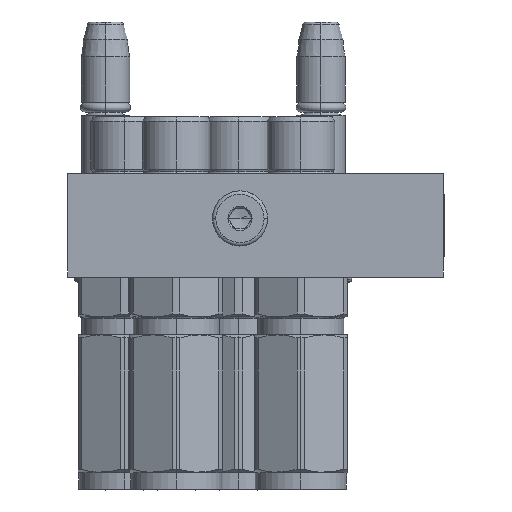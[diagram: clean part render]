
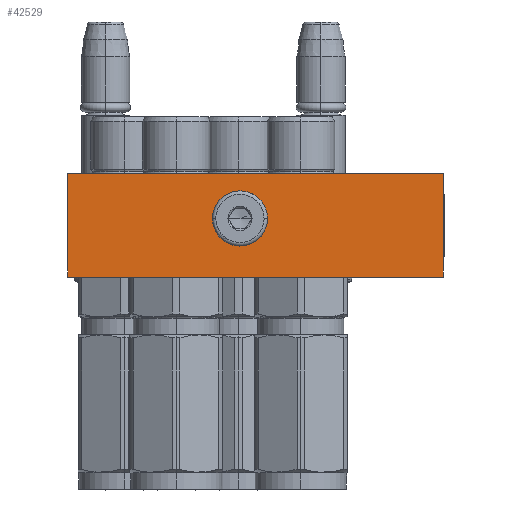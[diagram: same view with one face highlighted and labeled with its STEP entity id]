
A CAD part, front view. The second image highlights one B-rep face of the part: STEP entity #42529.
In plain terms, the highlighted face is planar.
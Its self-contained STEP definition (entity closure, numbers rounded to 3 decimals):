
#592 = VECTOR ( 'NONE', #64737, 1000. ) ;
#2427 = ORIENTED_EDGE ( 'NONE', *, *, #16352, .F. ) ;
#3084 = CARTESIAN_POINT ( 'NONE',  ( -9.061, 15.629, -50. ) ) ;
#3171 = CARTESIAN_POINT ( 'NONE',  ( 0.446, 11.321, -50. ) ) ;
#3724 = CARTESIAN_POINT ( 'NONE',  ( -5.865, 7.915, -50. ) ) ;
#3967 = LINE ( 'NONE', #45737, #64952 ) ;
#5537 = ORIENTED_EDGE ( 'NONE', *, *, #21944, .T. ) ;
#7432 = CARTESIAN_POINT ( 'NONE',  ( -9.553, 11.646, -50. ) ) ;
#7525 = CARTESIAN_POINT ( 'NONE',  ( 0.72, 13., -50. ) ) ;
#7999 = CARTESIAN_POINT ( 'NONE',  ( -1.87, 17.56, -50. ) ) ;
#8104 = ORIENTED_EDGE ( 'NONE', *, *, #12794, .T. ) ;
#8476 = CARTESIAN_POINT ( 'NONE',  ( -7.13, 17.561, -50. ) ) ;
#8505 = PLANE ( 'NONE',  #51132 ) ;
#8576 = EDGE_LOOP ( 'NONE', ( #52889, #41189, #2427, #8104 ) ) ;
#9374 = CARTESIAN_POINT ( 'NONE',  ( 54.5, 30., -50. ) ) ;
#11751 = VECTOR ( 'NONE', #20113, 1000. ) ;
#11763 = LINE ( 'NONE', #38697, #59696 ) ;
#12794 = EDGE_CURVE ( 'NONE', #13034, #34145, #3967, .T. ) ;
#13034 = VERTEX_POINT ( 'NONE', #15305 ) ;
#13366 = CARTESIAN_POINT ( 'NONE',  ( 0.061, 15.63, -50. ) ) ;
#13768 = CARTESIAN_POINT ( 'NONE',  ( -9.678, 12.317, -50. ) ) ;
#13849 = CARTESIAN_POINT ( 'NONE',  ( -3.135, 18.085, -50. ) ) ;
#14424 = CARTESIAN_POINT ( 'NONE',  ( -3.135, 7.916, -50. ) ) ;
#14661 = CARTESIAN_POINT ( 'NONE',  ( -3.815, 7.78, -50. ) ) ;
#14813 = CARTESIAN_POINT ( 'NONE',  ( -5.865, 18.084, -50. ) ) ;
#14992 = CARTESIAN_POINT ( 'NONE',  ( -4.5, 7.78, -50. ) ) ;
#15305 = CARTESIAN_POINT ( 'NONE',  ( 54.5, 0., -50. ) ) ;
#15372 = CARTESIAN_POINT ( 'NONE',  ( 0.72, 13., -50. ) ) ;
#15406 = LINE ( 'NONE', #47723, #592 ) ;
#16352 = EDGE_CURVE ( 'NONE', #13034, #69674, #15406, .T. ) ;
#16695 = B_SPLINE_CURVE_WITH_KNOTS ( 'NONE', 3,
 ( #7525, #52047, #29904, #19194, #68842, #40372, #35491, #13366, #45975, #23844, #7999, #13849, #58649, #36440, #14813, #8476, #70033, #69790, #3084, #63957, #42256, #47170, #31104, #53710, #36201, #42497 ),
 .UNSPECIFIED., .F., .F.,
 ( 4, 2, 2, 2, 2, 2, 2, 2, 2, 2, 2, 2, 4 ),
 ( 0., 0.031, 0.062, 0.125, 0.25, 0.375, 0.5, 0.625, 0.75, 0.875, 0.906, 0.937, 1. ),
 .UNSPECIFIED. ) ;
#17034 = CARTESIAN_POINT ( 'NONE',  ( -4.5, 7.78, -50. ) ) ;
#19194 = CARTESIAN_POINT ( 'NONE',  ( 0.678, 13.683, -50. ) ) ;
#20113 = DIRECTION ( 'NONE',  ( -1., 0., 0. ) ) ;
#20235 = CARTESIAN_POINT ( 'NONE',  ( 0.719, 12.654, -50. ) ) ;
#20467 = CARTESIAN_POINT ( 'NONE',  ( -4.5, 7.78, -50. ) ) ;
#21303 = CARTESIAN_POINT ( 'NONE',  ( 54.5, 30., -50. ) ) ;
#21944 = EDGE_CURVE ( 'NONE', #32127, #24019, #16695, .T. ) ;
#22309 = B_SPLINE_CURVE_WITH_KNOTS ( 'NONE', 3,
 ( #24249, #68516, #35161, #13768, #46610, #7432, #24719, #40773, #70470, #37115, #48325, #3724, #68754, #14992 ),
 .UNSPECIFIED., .F., .F.,
 ( 4, 2, 2, 2, 2, 2, 4 ),
 ( 0., 0.031, 0.063, 0.125, 0.25, 0.375, 0.5 ),
 .UNSPECIFIED. ) ;
#22475 = EDGE_CURVE ( 'NONE', #24019, #40374, #22309, .T. ) ;
#23844 = CARTESIAN_POINT ( 'NONE',  ( -1.293, 17.175, -50. ) ) ;
#24019 = VERTEX_POINT ( 'NONE', #61988 ) ;
#24249 = CARTESIAN_POINT ( 'NONE',  ( -9.72, 13., -50. ) ) ;
#24347 = CARTESIAN_POINT ( 'NONE',  ( -54.5, 0., -50. ) ) ;
#24719 = CARTESIAN_POINT ( 'NONE',  ( -9.454, 11.319, -50. ) ) ;
#26027 = CARTESIAN_POINT ( 'NONE',  ( 54.5, 0., -50. ) ) ;
#26077 = CARTESIAN_POINT ( 'NONE',  ( -0.325, 9.793, -50. ) ) ;
#26313 = CARTESIAN_POINT ( 'NONE',  ( 0.388, 11.16, -50. ) ) ;
#26554 = CARTESIAN_POINT ( 'NONE',  ( -1.293, 8.825, -50. ) ) ;
#26975 = EDGE_CURVE ( 'NONE', #40374, #32127, #60809, .T. ) ;
#29904 = CARTESIAN_POINT ( 'NONE',  ( 0.711, 13.344, -50. ) ) ;
#31044 = ORIENTED_EDGE ( 'NONE', *, *, #22475, .T. ) ;
#31104 = CARTESIAN_POINT ( 'NONE',  ( -9.586, 14.185, -50. ) ) ;
#31411 = CARTESIAN_POINT ( 'NONE',  ( 0.545, 11.647, -50. ) ) ;
#32127 = VERTEX_POINT ( 'NONE', #56778 ) ;
#34145 = VERTEX_POINT ( 'NONE', #24347 ) ;
#35161 = CARTESIAN_POINT ( 'NONE',  ( -9.711, 12.656, -50. ) ) ;
#35491 = CARTESIAN_POINT ( 'NONE',  ( 0.454, 14.681, -50. ) ) ;
#36201 = CARTESIAN_POINT ( 'NONE',  ( -9.719, 13.346, -50. ) ) ;
#36440 = CARTESIAN_POINT ( 'NONE',  ( -5.185, 18.22, -50. ) ) ;
#37115 = CARTESIAN_POINT ( 'NONE',  ( -7.707, 8.825, -50. ) ) ;
#38697 = CARTESIAN_POINT ( 'NONE',  ( -54.5, 0., -50. ) ) ;
#40372 = CARTESIAN_POINT ( 'NONE',  ( 0.553, 14.354, -50. ) ) ;
#40374 = VERTEX_POINT ( 'NONE', #17034 ) ;
#40773 = CARTESIAN_POINT ( 'NONE',  ( -9.061, 10.37, -50. ) ) ;
#41189 = ORIENTED_EDGE ( 'NONE', *, *, #58183, .F. ) ;
#42256 = CARTESIAN_POINT ( 'NONE',  ( -9.446, 14.679, -50. ) ) ;
#42497 = CARTESIAN_POINT ( 'NONE',  ( -9.72, 13., -50. ) ) ;
#42529 = ADVANCED_FACE ( 'NONE', ( #44353, #47919 ), #8505, .T. ) ;
#44353 = FACE_BOUND ( 'NONE', #62712, .T. ) ;
#44922 = EDGE_CURVE ( 'NONE', #34145, #70294, #11763, .T. ) ;
#45477 = DIRECTION ( 'NONE',  ( -1., 0., 0. ) ) ;
#45737 = CARTESIAN_POINT ( 'NONE',  ( 54.5, 0., -50. ) ) ;
#45975 = CARTESIAN_POINT ( 'NONE',  ( -0.325, 16.207, -50. ) ) ;
#46610 = CARTESIAN_POINT ( 'NONE',  ( -9.653, 12.15, -50. ) ) ;
#47170 = CARTESIAN_POINT ( 'NONE',  ( -9.545, 14.353, -50. ) ) ;
#47723 = CARTESIAN_POINT ( 'NONE',  ( 54.5, 0., -50. ) ) ;
#47919 = FACE_OUTER_BOUND ( 'NONE', #8576, .T. ) ;
#47923 = DIRECTION ( 'NONE',  ( 0., 0., -1. ) ) ;
#48325 = CARTESIAN_POINT ( 'NONE',  ( -7.13, 8.44, -50. ) ) ;
#48454 = CARTESIAN_POINT ( 'NONE',  ( 0.061, 10.371, -50. ) ) ;
#49673 = DIRECTION ( 'NONE',  ( 0., 1., 0. ) ) ;
#51132 = AXIS2_PLACEMENT_3D ( 'NONE', #26027, #47923, #53957 ) ;
#52047 = CARTESIAN_POINT ( 'NONE',  ( 0.72, 13.173, -50. ) ) ;
#52889 = ORIENTED_EDGE ( 'NONE', *, *, #44922, .T. ) ;
#53318 = CARTESIAN_POINT ( 'NONE',  ( -1.87, 8.439, -50. ) ) ;
#53710 = CARTESIAN_POINT ( 'NONE',  ( -9.686, 13.685, -50. ) ) ;
#53957 = DIRECTION ( 'NONE',  ( -1., 0., 0. ) ) ;
#56778 = CARTESIAN_POINT ( 'NONE',  ( 0.72, 13., -50. ) ) ;
#57921 = LINE ( 'NONE', #9374, #11751 ) ;
#58183 = EDGE_CURVE ( 'NONE', #69674, #70294, #57921, .T. ) ;
#58649 = CARTESIAN_POINT ( 'NONE',  ( -3.815, 18.22, -50. ) ) ;
#59221 = CARTESIAN_POINT ( 'NONE',  ( 0.586, 11.815, -50. ) ) ;
#59696 = VECTOR ( 'NONE', #49673, 1000. ) ;
#60617 = ORIENTED_EDGE ( 'NONE', *, *, #26975, .T. ) ;
#60809 = B_SPLINE_CURVE_WITH_KNOTS ( 'NONE', 3,
 ( #20467, #14661, #14424, #53318, #26554, #26077, #48454, #26313, #3171, #31411, #59221, #70840, #20235, #15372 ),
 .UNSPECIFIED., .F., .F.,
 ( 4, 2, 2, 2, 2, 2, 4 ),
 ( 0.5, 0.625, 0.75, 0.875, 0.906, 0.938, 1. ),
 .UNSPECIFIED. ) ;
#61988 = CARTESIAN_POINT ( 'NONE',  ( -9.72, 13., -50. ) ) ;
#62712 = EDGE_LOOP ( 'NONE', ( #31044, #60617, #5537 ) ) ;
#63957 = CARTESIAN_POINT ( 'NONE',  ( -9.388, 14.84, -50. ) ) ;
#64737 = DIRECTION ( 'NONE',  ( 0., 1., 0. ) ) ;
#64952 = VECTOR ( 'NONE', #45477, 1000. ) ;
#65468 = CARTESIAN_POINT ( 'NONE',  ( -54.5, 30., -50. ) ) ;
#68516 = CARTESIAN_POINT ( 'NONE',  ( -9.72, 12.827, -50. ) ) ;
#68754 = CARTESIAN_POINT ( 'NONE',  ( -5.185, 7.78, -50. ) ) ;
#68842 = CARTESIAN_POINT ( 'NONE',  ( 0.653, 13.85, -50. ) ) ;
#69674 = VERTEX_POINT ( 'NONE', #21303 ) ;
#69790 = CARTESIAN_POINT ( 'NONE',  ( -8.675, 16.207, -50. ) ) ;
#70033 = CARTESIAN_POINT ( 'NONE',  ( -7.707, 17.175, -50. ) ) ;
#70294 = VERTEX_POINT ( 'NONE', #65468 ) ;
#70470 = CARTESIAN_POINT ( 'NONE',  ( -8.675, 9.793, -50. ) ) ;
#70840 = CARTESIAN_POINT ( 'NONE',  ( 0.686, 12.315, -50. ) ) ;
